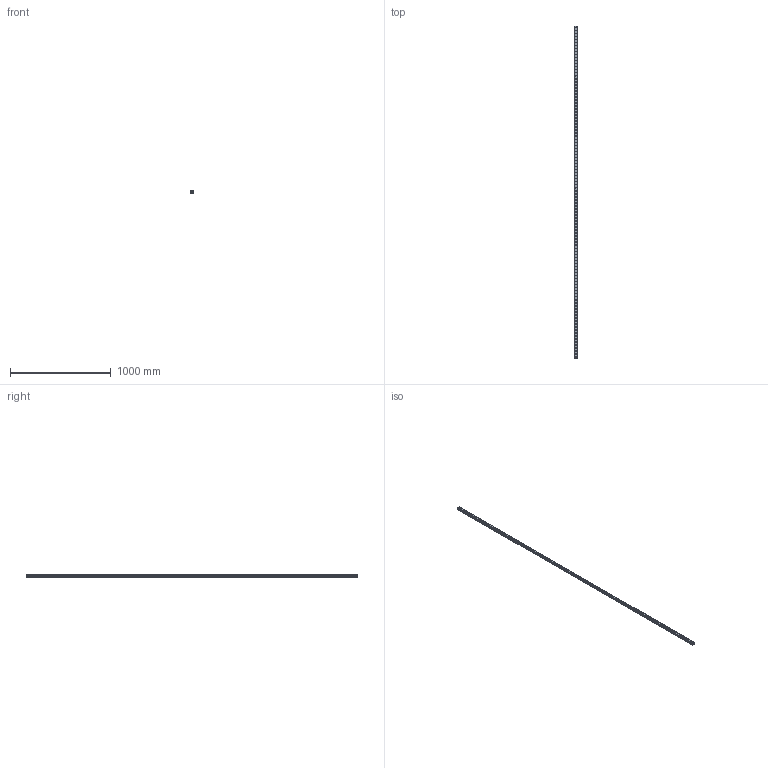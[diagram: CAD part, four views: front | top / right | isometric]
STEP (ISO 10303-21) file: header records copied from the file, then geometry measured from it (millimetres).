
FILE_DESCRIPTION(('STEP AP214'),'1');
FILE_NAME('cctmp_0CC925DE-9A0D-4CE3-8D6B-75FD760F8FC7_2021_03_10_12_17_26_0969..stp','2021-03-10T11:17:27',('HIWIN GmbH'),('CADClick - www.CADClick.com'),'Spatial InterOp 3D',' ','unknown authorization');
FILE_SCHEMA(('AUTOMOTIVE_DESIGN'));
Length unit declared in the file: millimetre
Products named in the file (1): RGR25R3290H_FILE
Bounding box: 23 x 3290 x 23.6 mm (x, y, z)
Volume: 1318905.8 mm3; surface area: 408412.8 mm2
Topology: 1 solids, 1 shells, 1107 faces, 2313 edges, 1542 vertices
Faces by surface type: cylinder 678, plane 429
Entity records: 39043 total; most frequent: DIRECTION 5885, CARTESIAN_POINT 4963, ORIENTED_EDGE 4626, AXIS2_PLACEMENT_3D 2464, EDGE_CURVE 2313, VERTEX_POINT 1542, EDGE_LOOP 1441, CIRCLE 1356
